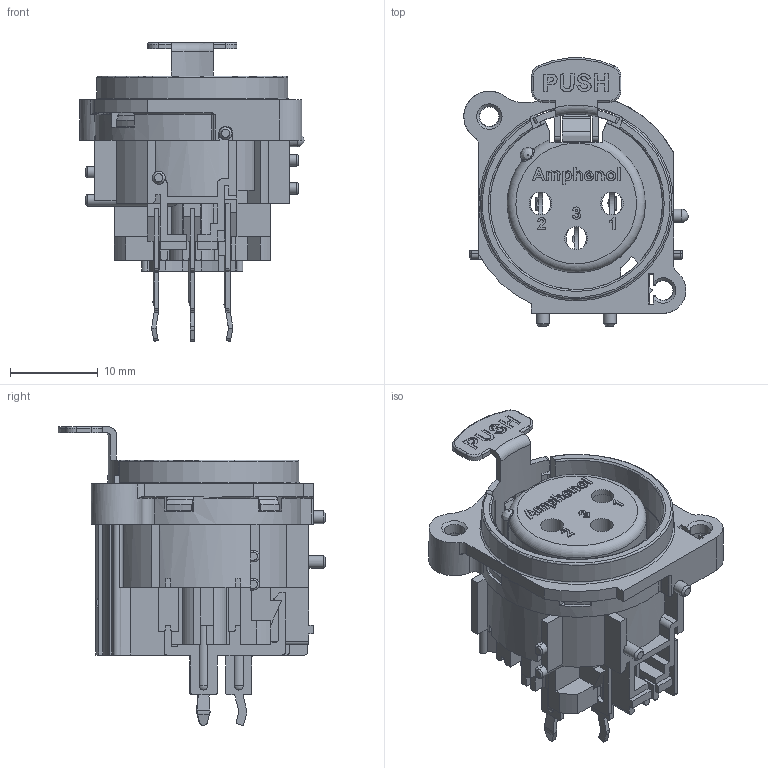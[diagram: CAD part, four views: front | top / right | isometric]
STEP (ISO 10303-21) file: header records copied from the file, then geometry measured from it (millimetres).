
FILE_DESCRIPTION((''),'2;1');
FILE_NAME('AC3FBV-AU.stp','2016-06-03T09:37:09',('minh'),(''),'Autodesk Inventor 2012','Autodesk Inventor 2012','');
FILE_SCHEMA(('AUTOMOTIVE_DESIGN { 1 0 10303 214 1 1 1 1 }'));
Length unit declared in the file: inch
Products named in the file (1): AC3FBV_Shrinkwrap_1
Bounding box: 25.55 x 30.53 x 34 mm (x, y, z)
Surface area: 7812.6 mm2 (no closed solid volume)
Topology: 0 solids, 18 shells, 756 faces, 3086 edges, 2243 vertices
Faces by surface type: plane 468, cylinder 212, torus 35, cone 17, bspline 16, sphere 8
Full cylindrical faces by diameter (mm): 1.45 x2, 1.5 x1, 2.204 x1, 2.3 x1, 2.6 x3
Entity records: 33483 total; most frequent: CARTESIAN_POINT 7744, DIRECTION 4960, ORIENTED_EDGE 4886, EDGE_CURVE 3057, VERTEX_POINT 2229, VECTOR 2064, LINE 2064, AXIS2_PLACEMENT_3D 1448
